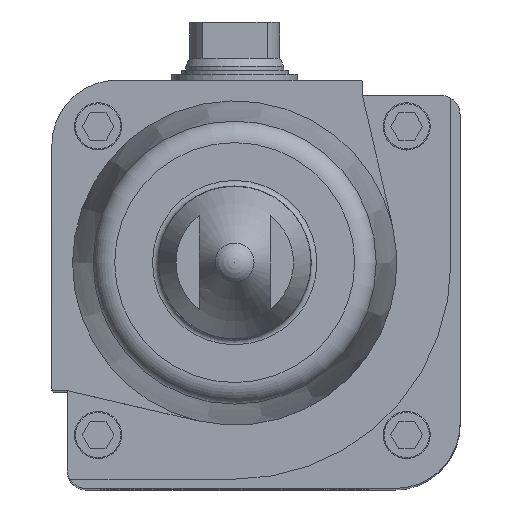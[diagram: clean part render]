
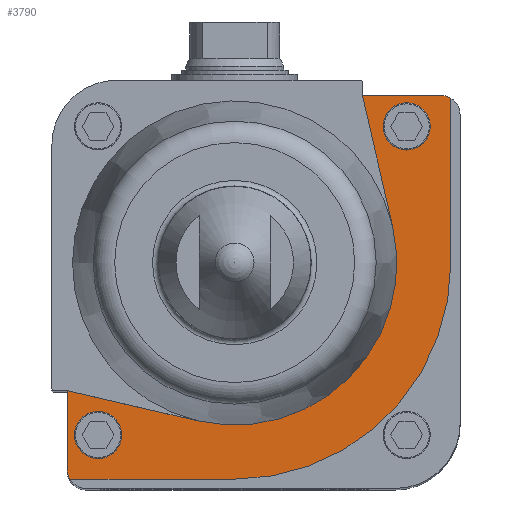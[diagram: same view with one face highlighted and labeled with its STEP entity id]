
A CAD part, top view. The second image highlights one B-rep face of the part: STEP entity #3790.
In plain terms, the highlighted planar face has unit normal (0, 0, 1).
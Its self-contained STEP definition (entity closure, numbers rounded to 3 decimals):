
#140=PLANE('',#4172);
#277=LINE('',#5654,#583);
#280=LINE('',#5660,#586);
#307=LINE('',#6038,#613);
#308=LINE('',#6042,#614);
#309=LINE('',#6043,#615);
#310=LINE('',#6047,#616);
#583=VECTOR('',#4477,1000.);
#586=VECTOR('',#4482,1000.);
#613=VECTOR('',#4859,1000.);
#614=VECTOR('',#4862,1000.);
#615=VECTOR('',#4863,1000.);
#616=VECTOR('',#4866,1000.);
#1147=ORIENTED_EDGE('',*,*,#1999,.T.);
#1148=ORIENTED_EDGE('',*,*,#2000,.T.);
#1149=ORIENTED_EDGE('',*,*,#1852,.T.);
#1150=ORIENTED_EDGE('',*,*,#2001,.T.);
#1151=ORIENTED_EDGE('',*,*,#2002,.T.);
#1152=ORIENTED_EDGE('',*,*,#2003,.T.);
#1153=ORIENTED_EDGE('',*,*,#1858,.T.);
#1154=ORIENTED_EDGE('',*,*,#1886,.T.);
#1155=ORIENTED_EDGE('',*,*,#2004,.T.);
#1156=ORIENTED_EDGE('',*,*,#2005,.F.);
#1157=ORIENTED_EDGE('',*,*,#2006,.T.);
#1158=ORIENTED_EDGE('',*,*,#1883,.T.);
#1852=EDGE_CURVE('',#2340,#2339,#2708,.T.);
#1858=EDGE_CURVE('',#2346,#2345,#2711,.T.);
#1883=EDGE_CURVE('',#2366,#2340,#277,.T.);
#1886=EDGE_CURVE('',#2345,#2369,#280,.T.);
#1999=EDGE_CURVE('',#2480,#2480,#2804,.T.);
#2000=EDGE_CURVE('',#2481,#2481,#2805,.T.);
#2001=EDGE_CURVE('',#2339,#2482,#307,.T.);
#2002=EDGE_CURVE('',#2482,#2483,#2806,.T.);
#2003=EDGE_CURVE('',#2483,#2346,#308,.T.);
#2004=EDGE_CURVE('',#2369,#2484,#309,.T.);
#2005=EDGE_CURVE('',#2485,#2484,#2807,.T.);
#2006=EDGE_CURVE('',#2485,#2366,#310,.T.);
#2339=VERTEX_POINT('',#5590);
#2340=VERTEX_POINT('',#5592);
#2345=VERTEX_POINT('',#5603);
#2346=VERTEX_POINT('',#5605);
#2366=VERTEX_POINT('',#5651);
#2369=VERTEX_POINT('',#5659);
#2480=VERTEX_POINT('',#6035);
#2481=VERTEX_POINT('',#6037);
#2482=VERTEX_POINT('',#6039);
#2483=VERTEX_POINT('',#6041);
#2484=VERTEX_POINT('',#6044);
#2485=VERTEX_POINT('',#6046);
#2708=CIRCLE('',#3981,9.5);
#2711=CIRCLE('',#3985,9.5);
#2804=CIRCLE('',#4173,12.);
#2805=CIRCLE('',#4174,12.);
#2806=CIRCLE('',#4175,110.);
#2807=CIRCLE('',#4176,82.5);
#3052=EDGE_LOOP('',(#1147));
#3053=EDGE_LOOP('',(#1148));
#3054=EDGE_LOOP('',(#1149,#1150,#1151,#1152,#1153,#1154,#1155,#1156,#1157,
#1158));
#3442=FACE_BOUND('',#3052,.T.);
#3443=FACE_BOUND('',#3053,.T.);
#3444=FACE_BOUND('',#3054,.T.);
#3790=ADVANCED_FACE('',(#3442,#3443,#3444),#140,.T.);
#3981=AXIS2_PLACEMENT_3D('',#5591,#4424,#4425);
#3985=AXIS2_PLACEMENT_3D('',#5604,#4435,#4436);
#4172=AXIS2_PLACEMENT_3D('',#6033,#4853,#4854);
#4173=AXIS2_PLACEMENT_3D('',#6034,#4855,#4856);
#4174=AXIS2_PLACEMENT_3D('',#6036,#4857,#4858);
#4175=AXIS2_PLACEMENT_3D('',#6040,#4860,#4861);
#4176=AXIS2_PLACEMENT_3D('',#6045,#4864,#4865);
#4424=DIRECTION('',(0.,0.,1.));
#4425=DIRECTION('',(1.,0.,0.));
#4435=DIRECTION('',(0.,0.,1.));
#4436=DIRECTION('',(1.,0.,0.));
#4477=DIRECTION('',(0.,-1.,0.));
#4482=DIRECTION('',(-1.,0.,0.));
#4853=DIRECTION('',(0.,0.,1.));
#4854=DIRECTION('',(1.,0.,0.));
#4855=DIRECTION('',(0.,0.,-1.));
#4856=DIRECTION('',(-1.,0.,0.));
#4857=DIRECTION('',(0.,0.,-1.));
#4858=DIRECTION('',(-1.,0.,0.));
#4859=DIRECTION('',(1.,0.,0.));
#4860=DIRECTION('',(0.,0.,1.));
#4861=DIRECTION('',(1.,0.,0.));
#4862=DIRECTION('',(0.,1.,0.));
#4863=DIRECTION('',(0.225,-0.974,0.));
#4864=DIRECTION('',(0.,0.,1.));
#4865=DIRECTION('',(1.,0.,0.));
#4866=DIRECTION('',(-0.974,0.225,0.));
#5590=CARTESIAN_POINT('',(-83.898,-110.,227.));
#5591=CARTESIAN_POINT('',(-75.7,-105.2,227.));
#5592=CARTESIAN_POINT('',(-85.2,-105.2,227.));
#5603=CARTESIAN_POINT('',(105.2,85.2,227.));
#5604=CARTESIAN_POINT('',(105.2,75.7,227.));
#5605=CARTESIAN_POINT('',(110.,83.898,227.));
#5651=CARTESIAN_POINT('',(-85.2,-65.,227.));
#5654=CARTESIAN_POINT('',(-85.2,-65.,227.));
#5659=CARTESIAN_POINT('',(65.,85.2,227.));
#5660=CARTESIAN_POINT('',(110.,85.2,227.));
#6033=CARTESIAN_POINT('',(0.,0.,227.));
#6034=CARTESIAN_POINT('',(-69.5,-87.5,227.));
#6035=CARTESIAN_POINT('',(-81.5,-87.5,227.));
#6036=CARTESIAN_POINT('',(87.5,69.5,227.));
#6037=CARTESIAN_POINT('',(75.5,69.5,227.));
#6038=CARTESIAN_POINT('',(-85.2,-110.,227.));
#6039=CARTESIAN_POINT('',(0.,-110.,227.));
#6040=CARTESIAN_POINT('',(0.,0.,227.));
#6041=CARTESIAN_POINT('',(110.,0.,227.));
#6042=CARTESIAN_POINT('',(110.,0.,227.));
#6043=CARTESIAN_POINT('',(65.,85.2,227.));
#6044=CARTESIAN_POINT('',(80.385,18.559,227.));
#6045=CARTESIAN_POINT('',(0.,0.,227.));
#6046=CARTESIAN_POINT('',(-18.559,-80.385,227.));
#6047=CARTESIAN_POINT('',(-18.559,-80.385,227.));
